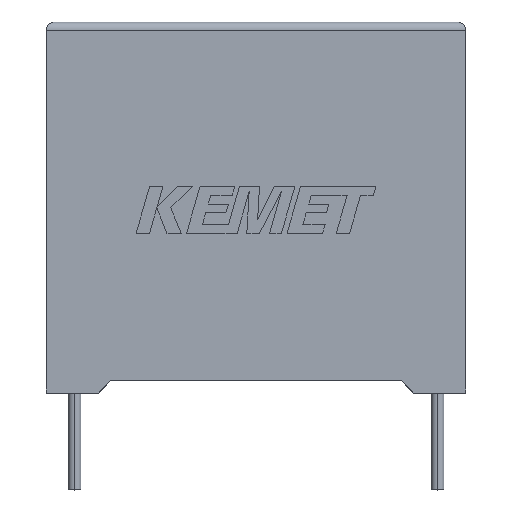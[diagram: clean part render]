
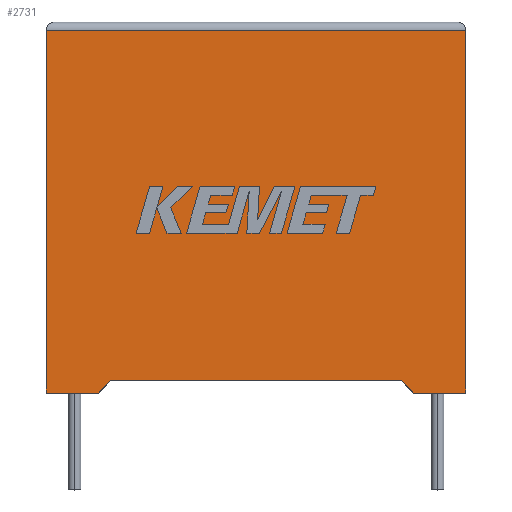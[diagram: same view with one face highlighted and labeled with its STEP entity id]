
A CAD part, top view. The second image highlights one B-rep face of the part: STEP entity #2731.
In plain terms, the highlighted planar face has unit normal (0, 0, 1).
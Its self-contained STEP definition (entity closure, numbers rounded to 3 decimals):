
#63 = EDGE_CURVE ( 'NONE', #874, #2063, #2939, .T. ) ;
#99 = CARTESIAN_POINT ( 'NONE',  ( 26., 22.5, 13.5 ) ) ;
#173 = ORIENTED_EDGE ( 'NONE', *, *, #814, .T. ) ;
#196 = DIRECTION ( 'NONE',  ( 0.673, -0.739, 0. ) ) ;
#199 = CARTESIAN_POINT ( 'NONE',  ( 26., 0., 13.5 ) ) ;
#219 = EDGE_CURVE ( 'NONE', #874, #1267, #1656, .T. ) ;
#233 = DIRECTION ( 'NONE',  ( 0., 1., 0. ) ) ;
#293 = DIRECTION ( 'NONE',  ( -0.673, -0.739, 0. ) ) ;
#306 = VERTEX_POINT ( 'NONE', #503 ) ;
#453 = LINE ( 'NONE', #1188, #1209 ) ;
#503 = CARTESIAN_POINT ( 'NONE',  ( 3.25, 0., 13.5 ) ) ;
#516 = VECTOR ( 'NONE', #2423, 1000. ) ;
#541 = EDGE_CURVE ( 'NONE', #1267, #306, #1863, .T. ) ;
#573 = EDGE_LOOP ( 'NONE', ( #2344, #650, #173, #939, #2311, #860, #1492, #2331 ) ) ;
#610 = CARTESIAN_POINT ( 'NONE',  ( 0., 22.5, 13.5 ) ) ;
#650 = ORIENTED_EDGE ( 'NONE', *, *, #1539, .T. ) ;
#697 = CARTESIAN_POINT ( 'NONE',  ( 13., 0.793, 13.5 ) ) ;
#705 = PLANE ( 'NONE',  #1166 ) ;
#719 = CARTESIAN_POINT ( 'NONE',  ( 22.028, 0.793, 13.5 ) ) ;
#764 = DIRECTION ( 'NONE',  ( 1., 0., 0. ) ) ;
#780 = VERTEX_POINT ( 'NONE', #199 ) ;
#814 = EDGE_CURVE ( 'NONE', #1773, #2777, #453, .T. ) ;
#827 = CARTESIAN_POINT ( 'NONE',  ( 0., 22.5, 13.5 ) ) ;
#860 = ORIENTED_EDGE ( 'NONE', *, *, #219, .F. ) ;
#874 = VERTEX_POINT ( 'NONE', #719 ) ;
#937 = LINE ( 'NONE', #1878, #2702 ) ;
#939 = ORIENTED_EDGE ( 'NONE', *, *, #1088, .T. ) ;
#1023 = CARTESIAN_POINT ( 'NONE',  ( 22.75, 0., 13.5 ) ) ;
#1078 = EDGE_CURVE ( 'NONE', #2063, #780, #937, .T. ) ;
#1088 = EDGE_CURVE ( 'NONE', #2777, #306, #1701, .T. ) ;
#1166 = AXIS2_PLACEMENT_3D ( 'NONE', #1941, #1714, #1505 ) ;
#1188 = CARTESIAN_POINT ( 'NONE',  ( 0., 0., 13.5 ) ) ;
#1209 = VECTOR ( 'NONE', #2127, 1000. ) ;
#1224 = CARTESIAN_POINT ( 'NONE',  ( 3.972, 0.793, 13.5 ) ) ;
#1267 = VERTEX_POINT ( 'NONE', #1224 ) ;
#1315 = VECTOR ( 'NONE', #1422, 1000. ) ;
#1361 = DIRECTION ( 'NONE',  ( -1., 0., 0. ) ) ;
#1422 = DIRECTION ( 'NONE',  ( -1., 0., 0. ) ) ;
#1481 = CARTESIAN_POINT ( 'NONE',  ( 0., 0., 13.5 ) ) ;
#1492 = ORIENTED_EDGE ( 'NONE', *, *, #63, .T. ) ;
#1505 = DIRECTION ( 'NONE',  ( -1., 0., 0. ) ) ;
#1539 = EDGE_CURVE ( 'NONE', #1673, #1773, #1778, .T. ) ;
#1560 = VECTOR ( 'NONE', #1361, 1000. ) ;
#1656 = LINE ( 'NONE', #697, #1315 ) ;
#1673 = VERTEX_POINT ( 'NONE', #99 ) ;
#1690 = CARTESIAN_POINT ( 'NONE',  ( 0., 0., 13.5 ) ) ;
#1701 = LINE ( 'NONE', #1481, #516 ) ;
#1714 = DIRECTION ( 'NONE',  ( 0., 0., -1. ) ) ;
#1773 = VERTEX_POINT ( 'NONE', #827 ) ;
#1778 = LINE ( 'NONE', #610, #1560 ) ;
#1863 = LINE ( 'NONE', #2846, #2492 ) ;
#1878 = CARTESIAN_POINT ( 'NONE',  ( 0., 0., 13.5 ) ) ;
#1893 = FACE_OUTER_BOUND ( 'NONE', #573, .T. ) ;
#1941 = CARTESIAN_POINT ( 'NONE',  ( 0., 0., 13.5 ) ) ;
#2063 = VERTEX_POINT ( 'NONE', #1023 ) ;
#2100 = LINE ( 'NONE', #2651, #2468 ) ;
#2127 = DIRECTION ( 'NONE',  ( 0., -1., 0. ) ) ;
#2162 = CARTESIAN_POINT ( 'NONE',  ( 22.75, 0., 13.5 ) ) ;
#2311 = ORIENTED_EDGE ( 'NONE', *, *, #541, .F. ) ;
#2331 = ORIENTED_EDGE ( 'NONE', *, *, #1078, .T. ) ;
#2344 = ORIENTED_EDGE ( 'NONE', *, *, #2697, .T. ) ;
#2423 = DIRECTION ( 'NONE',  ( 1., 0., 0. ) ) ;
#2444 = VECTOR ( 'NONE', #196, 1000. ) ;
#2468 = VECTOR ( 'NONE', #233, 1000. ) ;
#2492 = VECTOR ( 'NONE', #293, 1000. ) ;
#2651 = CARTESIAN_POINT ( 'NONE',  ( 26., 0., 13.5 ) ) ;
#2697 = EDGE_CURVE ( 'NONE', #780, #1673, #2100, .T. ) ;
#2702 = VECTOR ( 'NONE', #764, 1000. ) ;
#2731 = ADVANCED_FACE ( 'NONE', ( #1893 ), #705, .F. ) ;
#2777 = VERTEX_POINT ( 'NONE', #1690 ) ;
#2846 = CARTESIAN_POINT ( 'NONE',  ( 3.25, 0., 13.5 ) ) ;
#2939 = LINE ( 'NONE', #2162, #2444 ) ;
